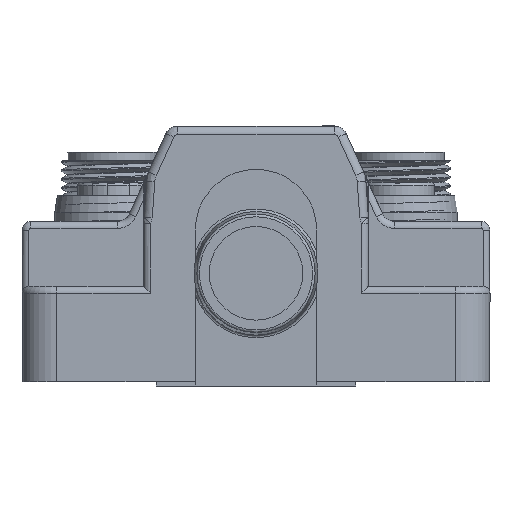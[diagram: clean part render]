
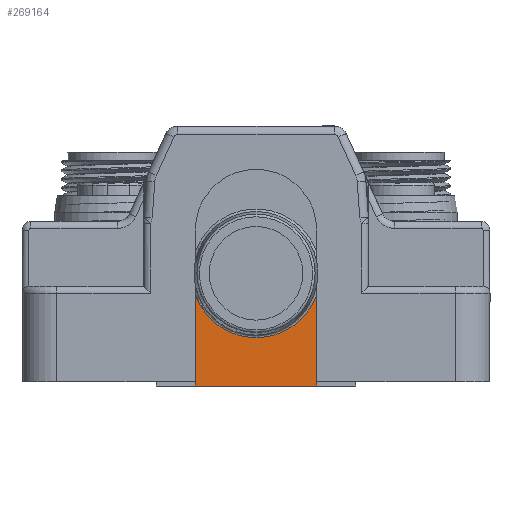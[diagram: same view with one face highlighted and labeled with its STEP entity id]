
A CAD part, left-side view. The second image highlights one B-rep face of the part: STEP entity #269164.
In plain terms, the highlighted planar face has unit normal (-1, 0, 0).
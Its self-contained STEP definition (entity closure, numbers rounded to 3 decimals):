
#269164 = ADVANCED_FACE('',(#269165),#269179,.T.);
#269165 = FACE_BOUND('',#269166,.T.);
#269166 = EDGE_LOOP('',(#269167,#269202,#269235,#269263));
#269167 = ORIENTED_EDGE('',*,*,#269168,.T.);
#269168 = EDGE_CURVE('',#269169,#269171,#269173,.T.);
#269169 = VERTEX_POINT('',#269170);
#269170 = CARTESIAN_POINT('',(0.114,-7.,0.));
#269171 = VERTEX_POINT('',#269172);
#269172 = CARTESIAN_POINT('',(0.114,-7.,10.511));
#269173 = SURFACE_CURVE('',#269174,(#269178,#269190),.PCURVE_S1.);
#269174 = LINE('',#269175,#269176);
#269175 = CARTESIAN_POINT('',(0.114,-7.,0.));
#269176 = VECTOR('',#269177,1.);
#269177 = DIRECTION('',(-0.,0.,1.));
#269178 = PCURVE('',#269179,#269184);
#269179 = PLANE('',#269180);
#269180 = AXIS2_PLACEMENT_3D('',#269181,#269182,#269183);
#269181 = CARTESIAN_POINT('',(0.114,0.,0.));
#269182 = DIRECTION('',(-1.,0.,-0.));
#269183 = DIRECTION('',(0.,0.,1.));
#269184 = DEFINITIONAL_REPRESENTATION('',(#269185),#269189);
#269185 = LINE('',#269186,#269187);
#269186 = CARTESIAN_POINT('',(0.,-7.));
#269187 = VECTOR('',#269188,1.);
#269188 = DIRECTION('',(1.,0.));
#269189 = ( GEOMETRIC_REPRESENTATION_CONTEXT(2) 
PARAMETRIC_REPRESENTATION_CONTEXT() REPRESENTATION_CONTEXT('2D SPACE',''
  ) );
#269190 = PCURVE('',#269191,#269196);
#269191 = PLANE('',#269192);
#269192 = AXIS2_PLACEMENT_3D('',#269193,#269194,#269195);
#269193 = CARTESIAN_POINT('',(0.114,-7.,0.));
#269194 = DIRECTION('',(0.,-1.,0.));
#269195 = DIRECTION('',(0.,-0.,-1.));
#269196 = DEFINITIONAL_REPRESENTATION('',(#269197),#269201);
#269197 = LINE('',#269198,#269199);
#269198 = CARTESIAN_POINT('',(0.,0.));
#269199 = VECTOR('',#269200,1.);
#269200 = DIRECTION('',(-1.,0.));
#269201 = ( GEOMETRIC_REPRESENTATION_CONTEXT(2) 
PARAMETRIC_REPRESENTATION_CONTEXT() REPRESENTATION_CONTEXT('2D SPACE',''
  ) );
#269202 = ORIENTED_EDGE('',*,*,#269203,.T.);
#269203 = EDGE_CURVE('',#269171,#269204,#269206,.T.);
#269204 = VERTEX_POINT('',#269205);
#269205 = CARTESIAN_POINT('',(0.114,7.,10.511));
#269206 = SURFACE_CURVE('',#269207,(#269212,#269223),.PCURVE_S1.);
#269207 = CIRCLE('',#269208,7.429);
#269208 = AXIS2_PLACEMENT_3D('',#269209,#269210,#269211);
#269209 = CARTESIAN_POINT('',(0.114,0.,13.));
#269210 = DIRECTION('',(1.,0.,-0.));
#269211 = DIRECTION('',(0.,0.,1.));
#269212 = PCURVE('',#269179,#269213);
#269213 = DEFINITIONAL_REPRESENTATION('',(#269214),#269222);
#269214 = ( BOUNDED_CURVE() B_SPLINE_CURVE(2,(#269215,#269216,#269217,
    #269218,#269219,#269220,#269221),.UNSPECIFIED.,.T.,.F.) 
B_SPLINE_CURVE_WITH_KNOTS((1,2,2,2,2,1),(-2.094,0.,
    2.094,4.189,6.283,8.378),
.UNSPECIFIED.) CURVE() GEOMETRIC_REPRESENTATION_ITEM() 
RATIONAL_B_SPLINE_CURVE((1.,0.5,1.,0.5,1.,0.5,1.)) REPRESENTATION_ITEM(
  '') );
#269215 = CARTESIAN_POINT('',(20.429,0.));
#269216 = CARTESIAN_POINT('',(20.429,-12.868));
#269217 = CARTESIAN_POINT('',(9.285,-6.434));
#269218 = CARTESIAN_POINT('',(-1.859,0.));
#269219 = CARTESIAN_POINT('',(9.285,6.434));
#269220 = CARTESIAN_POINT('',(20.429,12.868));
#269221 = CARTESIAN_POINT('',(20.429,0.));
#269222 = ( GEOMETRIC_REPRESENTATION_CONTEXT(2) 
PARAMETRIC_REPRESENTATION_CONTEXT() REPRESENTATION_CONTEXT('2D SPACE',''
  ) );
#269223 = PCURVE('',#269224,#269229);
#269224 = TOROIDAL_SURFACE('',#269225,7.429,0.3);
#269225 = AXIS2_PLACEMENT_3D('',#269226,#269227,#269228);
#269226 = CARTESIAN_POINT('',(-0.186,0.,13.));
#269227 = DIRECTION('',(-1.,-0.,-0.));
#269228 = DIRECTION('',(-0.,0.,1.));
#269229 = DEFINITIONAL_REPRESENTATION('',(#269230),#269234);
#269230 = LINE('',#269231,#269232);
#269231 = CARTESIAN_POINT('',(6.283,4.712));
#269232 = VECTOR('',#269233,1.);
#269233 = DIRECTION('',(-1.,0.));
#269234 = ( GEOMETRIC_REPRESENTATION_CONTEXT(2) 
PARAMETRIC_REPRESENTATION_CONTEXT() REPRESENTATION_CONTEXT('2D SPACE',''
  ) );
#269235 = ORIENTED_EDGE('',*,*,#269236,.F.);
#269236 = EDGE_CURVE('',#269237,#269204,#269239,.T.);
#269237 = VERTEX_POINT('',#269238);
#269238 = CARTESIAN_POINT('',(0.114,7.,0.));
#269239 = SURFACE_CURVE('',#269240,(#269244,#269251),.PCURVE_S1.);
#269240 = LINE('',#269241,#269242);
#269241 = CARTESIAN_POINT('',(0.114,7.,18.));
#269242 = VECTOR('',#269243,1.);
#269243 = DIRECTION('',(0.,-0.,1.));
#269244 = PCURVE('',#269179,#269245);
#269245 = DEFINITIONAL_REPRESENTATION('',(#269246),#269250);
#269246 = LINE('',#269247,#269248);
#269247 = CARTESIAN_POINT('',(18.,7.));
#269248 = VECTOR('',#269249,1.);
#269249 = DIRECTION('',(1.,0.));
#269250 = ( GEOMETRIC_REPRESENTATION_CONTEXT(2) 
PARAMETRIC_REPRESENTATION_CONTEXT() REPRESENTATION_CONTEXT('2D SPACE',''
  ) );
#269251 = PCURVE('',#269252,#269257);
#269252 = PLANE('',#269253);
#269253 = AXIS2_PLACEMENT_3D('',#269254,#269255,#269256);
#269254 = CARTESIAN_POINT('',(0.114,7.,18.));
#269255 = DIRECTION('',(0.,1.,0.));
#269256 = DIRECTION('',(0.,-0.,1.));
#269257 = DEFINITIONAL_REPRESENTATION('',(#269258),#269262);
#269258 = LINE('',#269259,#269260);
#269259 = CARTESIAN_POINT('',(0.,0.));
#269260 = VECTOR('',#269261,1.);
#269261 = DIRECTION('',(1.,0.));
#269262 = ( GEOMETRIC_REPRESENTATION_CONTEXT(2) 
PARAMETRIC_REPRESENTATION_CONTEXT() REPRESENTATION_CONTEXT('2D SPACE',''
  ) );
#269263 = ORIENTED_EDGE('',*,*,#269264,.F.);
#269264 = EDGE_CURVE('',#269169,#269237,#269265,.T.);
#269265 = SURFACE_CURVE('',#269266,(#269270,#269277),.PCURVE_S1.);
#269266 = LINE('',#269267,#269268);
#269267 = CARTESIAN_POINT('',(0.114,7.,0.));
#269268 = VECTOR('',#269269,1.);
#269269 = DIRECTION('',(0.,1.,-0.));
#269270 = PCURVE('',#269179,#269271);
#269271 = DEFINITIONAL_REPRESENTATION('',(#269272),#269276);
#269272 = LINE('',#269273,#269274);
#269273 = CARTESIAN_POINT('',(0.,7.));
#269274 = VECTOR('',#269275,1.);
#269275 = DIRECTION('',(0.,1.));
#269276 = ( GEOMETRIC_REPRESENTATION_CONTEXT(2) 
PARAMETRIC_REPRESENTATION_CONTEXT() REPRESENTATION_CONTEXT('2D SPACE',''
  ) );
#269277 = PCURVE('',#269278,#269283);
#269278 = PLANE('',#269279);
#269279 = AXIS2_PLACEMENT_3D('',#269280,#269281,#269282);
#269280 = CARTESIAN_POINT('',(0.114,7.,0.));
#269281 = DIRECTION('',(-0.,0.,-1.));
#269282 = DIRECTION('',(-1.,0.,0.));
#269283 = DEFINITIONAL_REPRESENTATION('',(#269284),#269288);
#269284 = LINE('',#269285,#269286);
#269285 = CARTESIAN_POINT('',(0.,0.));
#269286 = VECTOR('',#269287,1.);
#269287 = DIRECTION('',(0.,1.));
#269288 = ( GEOMETRIC_REPRESENTATION_CONTEXT(2) 
PARAMETRIC_REPRESENTATION_CONTEXT() REPRESENTATION_CONTEXT('2D SPACE',''
  ) );
